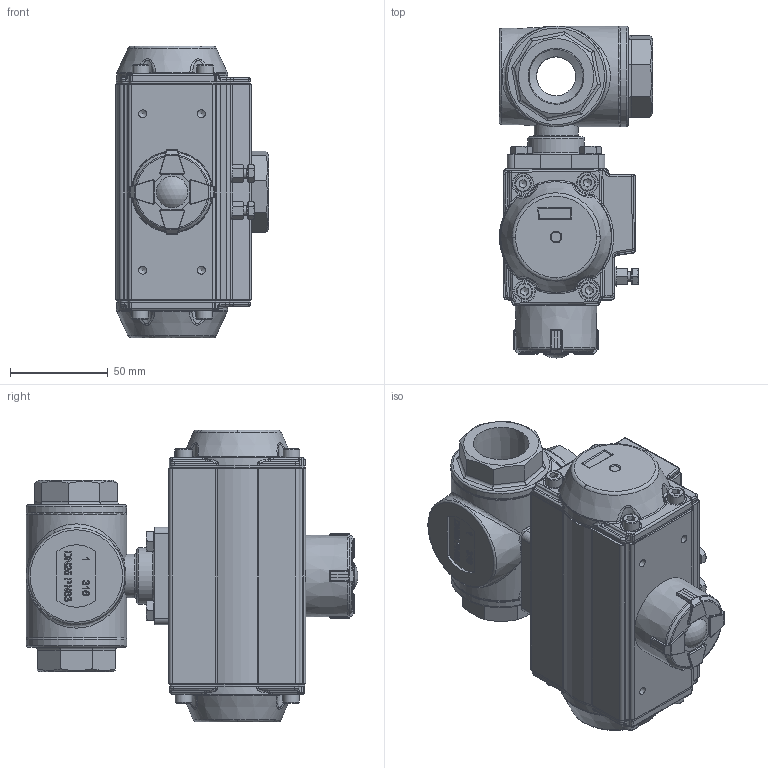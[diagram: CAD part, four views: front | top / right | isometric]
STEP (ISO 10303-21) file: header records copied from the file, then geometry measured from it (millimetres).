
FILE_DESCRIPTION(/* description */ ('Unknown'),/* implementation_level */ '2;1');
FILE_NAME(/* name */ 'PD02 9338_9339-06',/* time_stamp */ '2025-03-25T11:33:19+01:00',/* author */ ('Unknown'),/* organization */ ('Unknown'),/* preprocessor_version */ 'ST-DEVELOPER v19.4',/* originating_system */ 'Solid Edge',/* authorisation */ 'Unknown');
FILE_SCHEMA (('AUTOMOTIVE_DESIGN {1 0 10303 214 3 1 1}'));
Products named in the file (25): PD02 9338_9339-06; 9339-06; Cap; NUT DN25; Body Gsake; Nut Stopper; Body; 003; Thrust Washert; Stem; PD02_PE01; vt50-2016-06-25; hex bolt gradeab_din_ISO 4014 - M5 x 25 x 16-N; huosai50; vt50-2016-06-25 _______MIR; zhou50; VTE50____; plain washers-n series-grade a gb_GB_FASTENER_WASHER_PWNA 5; hex nut gradec_din_Hexagon Nut ISO 4034 - M5 - N; Optische Anzeige; ______; ________(___________; cup head nib bolts with large head gb_GB_FASTENER_BOLT_CHNBW M6X25-N; socket head cap screw_din_DIN 912 M5 x 16 --- 16N; DIN 933 M6x18 A2-70 BLK_EDST
Assembly tree (45 placements, depth 4):
  PD02 9338_9339-06
    9339-06
      Cap  x3
      NUT DN25
      Body Gsake  x3
      Nut Stopper
      Body
      003
        Thrust Washert
        Stem
    PD02_PE01
      vt50-2016-06-25
      hex bolt gradeab_din_ISO 4014 - M5 x 25 x 16-N  x2
      huosai50  x2
      vt50-2016-06-25 _______MIR
      zhou50
      VTE50____
      plain washers-n series-grade a gb_GB_FASTENER_WASHER_PWNA 5  x2
      hex nut gradec_din_Hexagon Nut ISO 4034 - M5 - N  x2
      Optische Anzeige
        ______
        ________(___________  x4
        cup head nib bolts with large head gb_GB_FASTENER_BOLT_CHNBW M6X25-N
      socket head cap screw_din_DIN 912 M5 x 16 --- 16N  x8
    DIN 933 M6x18 A2-70 BLK_EDST  x4
Bounding box: 78.4 x 169.85 x 149.4 mm (x, y, z)
Volume: 557055.1 mm3; surface area: 219455.1 mm2
Topology: 41 solids, 41 shells, 2969 faces, 7276 edges, 4524 vertices
Faces by surface type: plane 1055, cylinder 809, bspline 478, torus 312, cone 286, sphere 29
Full cylindrical faces by diameter (mm): 2.5 x2, 3 x16, 3.3 x8, 4.134 x20, 4.2 x2, 4.66 x1, 4.917 x7, 5 x13, 5.3 x2, 5.5 x1, 6 x5, 6.2 x1, 8 x2, 8.5 x8, 8.566 x2, 10 x8, 11 x2, 11.4 x1, 12 x2, 12.5 x3, 12.9 x1, 13 x12, 13.5 x2, 14 x9, 14.1 x1, 16.2 x1, 16.5 x3, 16.7 x1, 17.5 x1, 20 x4
Entity records: 91404 total; most frequent: CARTESIAN_POINT 45820, ORIENTED_EDGE 9582, DIRECTION 8239, EDGE_CURVE 4791, VERTEX_POINT 3238, AXIS2_PLACEMENT_3D 3169, FACE_BOUND 2629, EDGE_LOOP 2608
